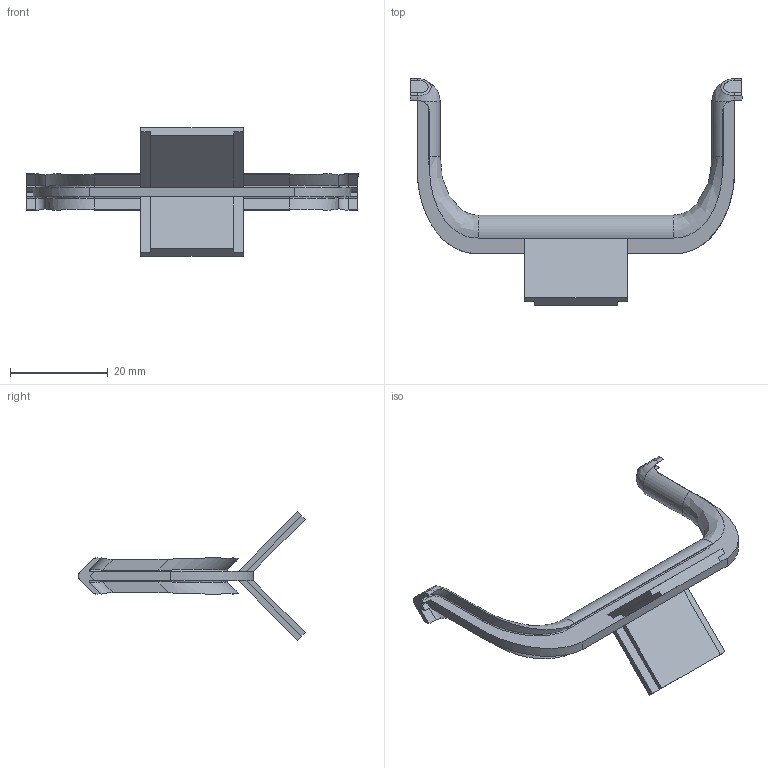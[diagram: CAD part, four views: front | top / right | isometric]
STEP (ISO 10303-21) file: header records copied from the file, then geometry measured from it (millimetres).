
FILE_DESCRIPTION(/* description */ ('Außenecke'),/* implementation_level */ '2;1');
FILE_NAME(/* name */ '100003211.stp',/* time_stamp */ '2024-01-18T08:39:18+01:00',/* author */ ('selema'),/* organization */ (''),/* preprocessor_version */ 'ST-DEVELOPER v20',/* originating_system */ 'Autodesk Inventor 2024',/* authorisation */ '');
FILE_SCHEMA (('AUTOMOTIVE_DESIGN { 1 0 10303 214 3 1 1 }'));
Length unit declared in the file: millimetre
Products named in the file (1): MP013003
Bounding box: 68 x 46.42 x 26.32 mm (x, y, z)
Volume: 3950.8 mm3; surface area: 4637 mm2
Topology: 1 solids, 1 shells, 104 faces, 270 edges, 168 vertices
Faces by surface type: plane 45, cylinder 37, bspline 22
Entity records: 4047 total; most frequent: CARTESIAN_POINT 1545, ORIENTED_EDGE 540, DIRECTION 478, EDGE_CURVE 270, VERTEX_POINT 168, AXIS2_PLACEMENT_3D 161, LINE 156, VECTOR 156
